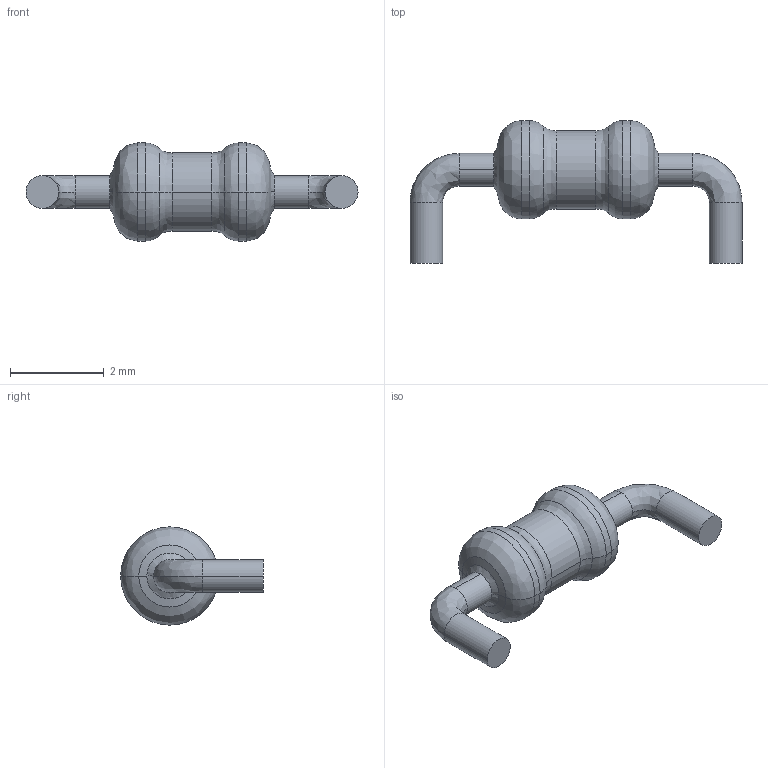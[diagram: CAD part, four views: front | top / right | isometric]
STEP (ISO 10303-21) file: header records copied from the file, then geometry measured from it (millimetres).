
FILE_DESCRIPTION (( 'STEP AP214' ), '1' );
FILE_NAME ('User Library-Resistor-Eighth_watt_250spacing.STEP', '2014-08-25T19:22:00', ( 'Windows User' ), ( '' ), 'SwSTEP 2.0', 'SolidWorks 2014', '' );
FILE_SCHEMA (( 'AUTOMOTIVE_DESIGN' ));
Length unit declared in the file: millimetre
Products named in the file (1): User Library-Resistor-Eighth_watt_250spacing
Bounding box: 7.1 x 3.05 x 2.1 mm (x, y, z)
Volume: 11.6 mm3; surface area: 38.4 mm2
Topology: 1 solids, 1 shells, 40 faces, 90 edges, 52 vertices
Faces by surface type: bspline 20, cylinder 14, cone 4, plane 2
Entity records: 1828 total; most frequent: CARTESIAN_POINT 483, DIRECTION 204, ORIENTED_EDGE 180, AXIS2_PLACEMENT_3D 93, EDGE_CURVE 90, CIRCLE 72, VERTEX_POINT 52, UNCERTAINTY_MEASURE_WITH_UNIT 43
